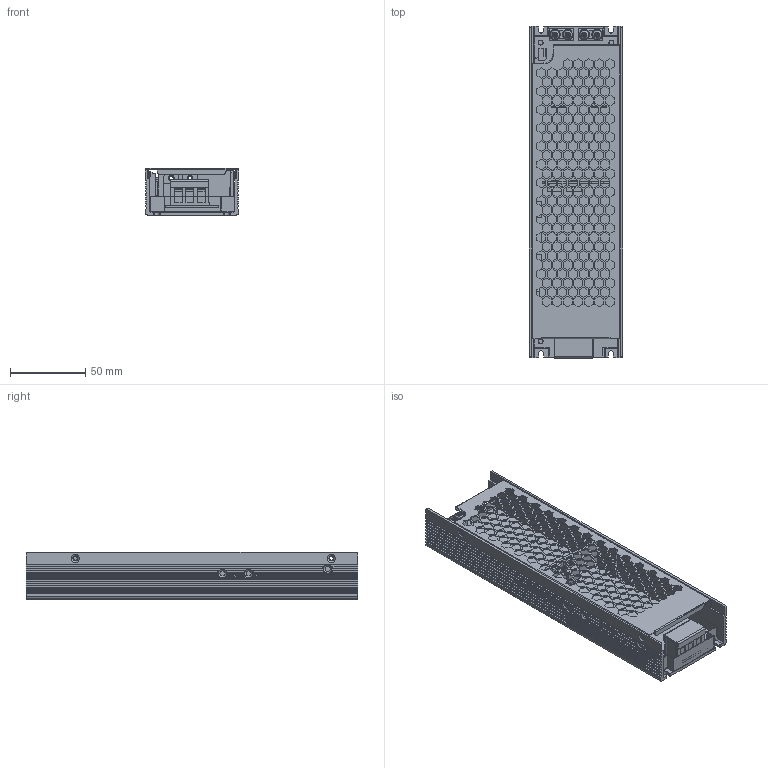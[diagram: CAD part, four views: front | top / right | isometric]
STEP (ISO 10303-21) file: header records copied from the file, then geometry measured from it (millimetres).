
FILE_DESCRIPTION(/* description */ ('Creo Elements/Direct Modeling STEP Export'),/* implementation_level */ '2;1');
FILE_NAME(/* name */ 'UHP-350.step',/* time_stamp */ '2025-04-09T20:57:07-04:00',/* author */ (''),/* organization */ (''),/* preprocessor_version */ 'ST-DEVELOPER v20.1',/* originating_system */ 'Autodesk Translation Framework v14.4.0.0',/* authorisation */ '');
FILE_SCHEMA (('AUTOMOTIVE_DESIGN { 1 0 10303 214 3 1 1 }'));
Length unit declared in the file: millimetre
Products named in the file (32): UHP-350; A1_ASM_1_ASM_2.ASM; 22_1_1_1_1.PRT; HS1_ASM_1_ASM_1.ASM; P2-181680_1_1.PRT; PIN_1_2_1_1.PRT; ER48___STP_ASM_1_ASM_1.ASM; LF-48-2_COPPER_ASM_ASM_ASM_1_AS.ASM; LF-48-2_______COPPER_ASM_ASM_AS.ASM; LF-48-2COPPER2_ASM_ASM_1_ASM_1.ASM; LF-48-2COPPER2_1_PRT_1_1.PRT; LF-48-2COPPER2_2_PRT_1_1.PRT; LF-48-2COPPER2_3_PRT_1_1.PRT; LF-48-2COPPER2_4_PRT_1_1.PRT; PCB_1_1.PRT; JS100107_ASM_1_ASM_1.ASM; P1-231860_1_1.PRT; 1_2_1_1_1.PRT; A1_1_ASM_1_ASM_1.ASM; MOS15_5X10_1_1_1_1_1_1_1_1_1_1_.PRT; 1XX3HSP-300_GAI2015_07_21__PR_1.PRT; BASE_ASM_1_ASM_2.ASM; P1-867960_1_1.PRT; HSN-200A-D-3_1_1.PRT; M3-7L_1_2_1_2.PRT; 1EE4HTP-200-40A_ASM_1.ASM; DG28C-COVER; DG28C; 1EE4HTP-200-40A_ASM_1.ASM_1; 1EE4HTP-200-40A_1.PRT; 00_1-114834.PRT; 00_1-114471.PRT
Assembly tree (47 placements, depth 7):
  UHP-350
    A1_ASM_1_ASM_2.ASM
      22_1_1_1_1.PRT
      MOS15_5X10_1_1_1_1_1_1_1_1_1_1_.PRT  x2
      1XX3HSP-300_GAI2015_07_21__PR_1.PRT  x2
      HS1_ASM_1_ASM_1.ASM
        P2-181680_1_1.PRT
        PIN_1_2_1_1.PRT
      ER48___STP_ASM_1_ASM_1.ASM
        LF-48-2_COPPER_ASM_ASM_ASM_1_AS.ASM
          LF-48-2_______COPPER_ASM_ASM_AS.ASM
            LF-48-2COPPER2_ASM_ASM_1_ASM_1.ASM
              LF-48-2COPPER2_1_PRT_1_1.PRT
              LF-48-2COPPER2_2_PRT_1_1.PRT
              LF-48-2COPPER2_3_PRT_1_1.PRT
              LF-48-2COPPER2_4_PRT_1_1.PRT
      PCB_1_1.PRT
      JS100107_ASM_1_ASM_1.ASM
        P1-231860_1_1.PRT
        1_2_1_1_1.PRT  x2
      A1_1_ASM_1_ASM_1.ASM
        MOS15_5X10_1_1_1_1_1_1_1_1_1_1_.PRT  x3
    BASE_ASM_1_ASM_2.ASM
      P1-867960_1_1.PRT
      M3-7L_1_2_1_2.PRT  x4
      HSN-200A-D-3_1_1.PRT
    1EE4HTP-200-40A_ASM_1.ASM
      00_1-114834.PRT  x2
      00_1-114471.PRT  x2
      1EE4HTP-200-40A_1.PRT
    DG28C-COVER
    DG28C
    1EE4HTP-200-40A_ASM_1.ASM_1
      00_1-114834.PRT  x2
      00_1-114471.PRT  x2
      1EE4HTP-200-40A_1.PRT
Bounding box: 62 x 220.14 x 31.3 mm (x, y, z)
Volume: 91814.9 mm3; surface area: 123918.7 mm2
Topology: 36 solids, 36 shells, 2237 faces, 6261 edges, 4147 vertices
Faces by surface type: plane 1955, cylinder 218, cone 31, torus 30, bspline 3
Full cylindrical faces by diameter (mm): 0.927 x15, 1.5 x15, 2.65 x6, 3 x4, 3.3 x4, 3.37 x4, 3.5 x15, 3.7 x5, 4 x7, 4.27 x2, 5 x8, 5.3 x6, 5.5 x4, 6.5 x4, 7 x4
Entity records: 63605 total; most frequent: CARTESIAN_POINT 11311, ORIENTED_EDGE 10926, DIRECTION 9792, EDGE_CURVE 5463, LINE 5030, VECTOR 5030, VERTEX_POINT 3625, AXIS2_PLACEMENT_3D 2381
